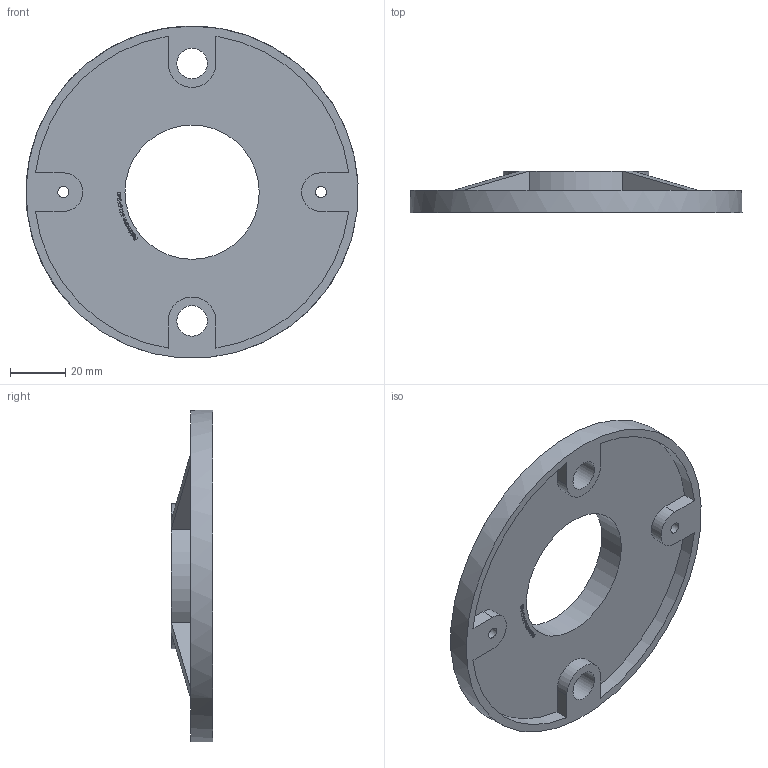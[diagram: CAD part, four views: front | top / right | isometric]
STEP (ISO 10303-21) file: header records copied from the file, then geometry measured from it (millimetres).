
FILE_DESCRIPTION (( 'STEP AP203' ), '1' );
FILE_NAME ('54147-240.step', '2023-09-08T11:12:21', ( '' ), ( '' ), 'SwSTEP 2.0', 'SolidWorks 2018', '' );
FILE_SCHEMA (( 'CONFIG_CONTROL_DESIGN' ));
Length unit declared in the file: millimetre
Products named in the file (1): 54147-240
Bounding box: 119.9 x 15 x 119.86 mm (x, y, z)
Volume: 41917.1 mm3; surface area: 28139.9 mm2
Topology: 1 solids, 1 shells, 265 faces, 691 edges, 453 vertices
Faces by surface type: plane 176, bspline 71, cylinder 18
Full cylindrical faces by diameter (mm): 4 x2, 11 x2, 48.5 x1, 120 x1
Entity records: 11879 total; most frequent: CARTESIAN_POINT 5779, ORIENTED_EDGE 1366, DIRECTION 966, EDGE_CURVE 683, VECTOR 498, LINE 498, VERTEX_POINT 451, EDGE_LOOP 306
